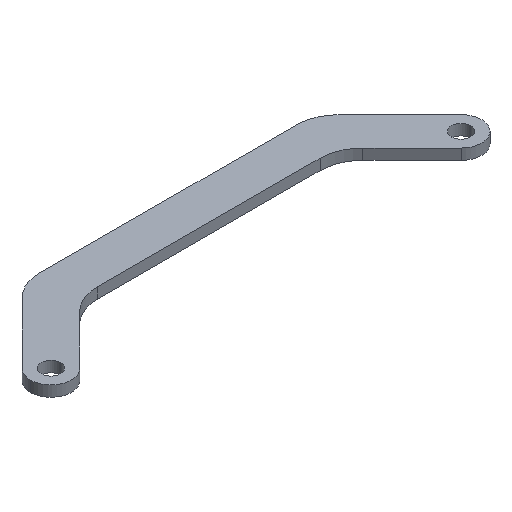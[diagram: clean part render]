
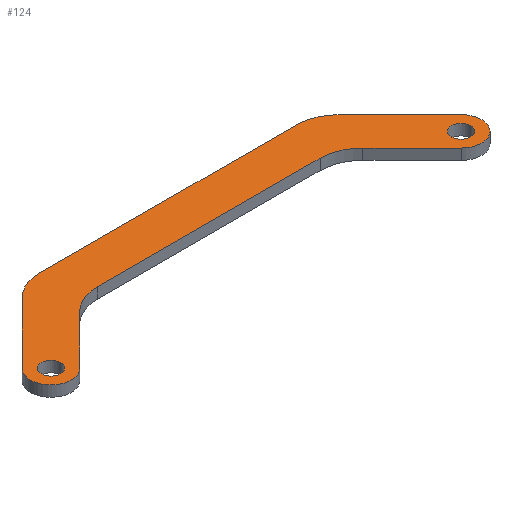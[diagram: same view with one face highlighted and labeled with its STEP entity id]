
A CAD part, isometric view. The second image highlights one B-rep face of the part: STEP entity #124.
In plain terms, the highlighted planar face has unit normal (0, 0, 1).
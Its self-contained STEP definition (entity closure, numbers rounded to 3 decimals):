
#5 = CARTESIAN_POINT ( 'NONE',  ( 35.843, 20.98, 5. ) ) ;
#7 = AXIS2_PLACEMENT_3D ( 'NONE', #538, #328, #123 ) ;
#8 = CARTESIAN_POINT ( 'NONE',  ( 27.559, 40.98, 5. ) ) ;
#16 = CIRCLE ( 'NONE', #246, 4.49 ) ;
#26 = CARTESIAN_POINT ( 'NONE',  ( 35.421, 22., 5. ) ) ;
#36 = VERTEX_POINT ( 'NONE', #337 ) ;
#61 = CARTESIAN_POINT ( 'NONE',  ( -4.49, 0., 5. ) ) ;
#64 = DIRECTION ( 'NONE',  ( -1., 0., 0. ) ) ;
#65 = DIRECTION ( 'NONE',  ( 1., 0., 0. ) ) ;
#67 = DIRECTION ( 'NONE',  ( 1., 0., 0. ) ) ;
#78 = VECTOR ( 'NONE', #348, 1000. ) ;
#80 = CIRCLE ( 'NONE', #183, 9.49 ) ;
#84 = CIRCLE ( 'NONE', #293, 20. ) ;
#86 = ORIENTED_EDGE ( 'NONE', *, *, #658, .T. ) ;
#87 = CARTESIAN_POINT ( 'NONE',  ( 191., 0., 5. ) ) ;
#88 = VERTEX_POINT ( 'NONE', #653 ) ;
#89 = AXIS2_PLACEMENT_3D ( 'NONE', #252, #511, #662 ) ;
#94 = VERTEX_POINT ( 'NONE', #370 ) ;
#97 = ORIENTED_EDGE ( 'NONE', *, *, #694, .T. ) ;
#100 = ORIENTED_EDGE ( 'NONE', *, *, #280, .T. ) ;
#104 = VERTEX_POINT ( 'NONE', #589 ) ;
#111 = EDGE_CURVE ( 'NONE', #461, #692, #84, .T. ) ;
#112 = CARTESIAN_POINT ( 'NONE',  ( -6.71, 6.71, 5. ) ) ;
#113 = DIRECTION ( 'NONE',  ( 1., 0., 0. ) ) ;
#117 = VERTEX_POINT ( 'NONE', #119 ) ;
#119 = CARTESIAN_POINT ( 'NONE',  ( 161.437, 16.142, 5. ) ) ;
#123 = DIRECTION ( 'NONE',  ( 1., 0., 0. ) ) ;
#124 = ADVANCED_FACE ( 'NONE', ( #434, #648, #244 ), #172, .T. ) ;
#126 = CIRCLE ( 'NONE', #411, 4.49 ) ;
#138 = DIRECTION ( 'NONE',  ( 1., 0., 0. ) ) ;
#139 = VERTEX_POINT ( 'NONE', #617 ) ;
#148 = DIRECTION ( 'NONE',  ( 1., 0., 0. ) ) ;
#154 = ORIENTED_EDGE ( 'NONE', *, *, #602, .T. ) ;
#159 = CARTESIAN_POINT ( 'NONE',  ( 195.49, 0., 5. ) ) ;
#171 = DIRECTION ( 'NONE',  ( -0.707, -0.707, 0. ) ) ;
#172 = PLANE ( 'NONE',  #338 ) ;
#183 = AXIS2_PLACEMENT_3D ( 'NONE', #353, #474, #148 ) ;
#184 = EDGE_LOOP ( 'NONE', ( #198, #422 ) ) ;
#189 = DIRECTION ( 'NONE',  ( 0., 0., 1. ) ) ;
#198 = ORIENTED_EDGE ( 'NONE', *, *, #430, .F. ) ;
#214 = DIRECTION ( 'NONE',  ( 1., 0., 0. ) ) ;
#235 = CARTESIAN_POINT ( 'NONE',  ( 0., 0., 5. ) ) ;
#237 = CARTESIAN_POINT ( 'NONE',  ( 184.29, -6.71, 5. ) ) ;
#242 = CARTESIAN_POINT ( 'NONE',  ( 6.71, -6.71, 5. ) ) ;
#244 = FACE_BOUND ( 'NONE', #296, .T. ) ;
#246 = AXIS2_PLACEMENT_3D ( 'NONE', #262, #265, #468 ) ;
#250 = CARTESIAN_POINT ( 'NONE',  ( 4.49, 0., 5. ) ) ;
#252 = CARTESIAN_POINT ( 'NONE',  ( 191., 0., 5. ) ) ;
#259 = LINE ( 'NONE', #26, #78 ) ;
#262 = CARTESIAN_POINT ( 'NONE',  ( 191., 0., 5. ) ) ;
#265 = DIRECTION ( 'NONE',  ( 0., 0., 1. ) ) ;
#268 = VECTOR ( 'NONE', #657, 1000. ) ;
#276 = EDGE_CURVE ( 'NONE', #620, #506, #570, .T. ) ;
#278 = AXIS2_PLACEMENT_3D ( 'NONE', #5, #476, #113 ) ;
#280 = EDGE_CURVE ( 'NONE', #282, #117, #425, .T. ) ;
#282 = VERTEX_POINT ( 'NONE', #323 ) ;
#284 = DIRECTION ( 'NONE',  ( 1., 0., 0. ) ) ;
#293 = AXIS2_PLACEMENT_3D ( 'NONE', #547, #294, #284 ) ;
#294 = DIRECTION ( 'NONE',  ( 0., 0., -1. ) ) ;
#296 = EDGE_LOOP ( 'NONE', ( #555, #406 ) ) ;
#300 = VERTEX_POINT ( 'NONE', #426 ) ;
#308 = ORIENTED_EDGE ( 'NONE', *, *, #489, .T. ) ;
#313 = LINE ( 'NONE', #677, #268 ) ;
#320 = EDGE_CURVE ( 'NONE', #94, #355, #613, .T. ) ;
#323 = CARTESIAN_POINT ( 'NONE',  ( 147.295, 22., 5. ) ) ;
#324 = ORIENTED_EDGE ( 'NONE', *, *, #111, .T. ) ;
#328 = DIRECTION ( 'NONE',  ( 0., 0., 1. ) ) ;
#336 = VECTOR ( 'NONE', #64, 1000. ) ;
#337 = CARTESIAN_POINT ( 'NONE',  ( -6.71, 6.71, 5. ) ) ;
#338 = AXIS2_PLACEMENT_3D ( 'NONE', #375, #594, #65 ) ;
#339 = EDGE_CURVE ( 'NONE', #390, #343, #646, .T. ) ;
#343 = VERTEX_POINT ( 'NONE', #61 ) ;
#344 = VERTEX_POINT ( 'NONE', #595 ) ;
#345 = CARTESIAN_POINT ( 'NONE',  ( 21.701, 35.122, 5. ) ) ;
#348 = DIRECTION ( 'NONE',  ( 1., 0., 0. ) ) ;
#353 = CARTESIAN_POINT ( 'NONE',  ( 0., 0., 5. ) ) ;
#355 = VERTEX_POINT ( 'NONE', #242 ) ;
#370 = CARTESIAN_POINT ( 'NONE',  ( -9.49, 0., 5. ) ) ;
#374 = LINE ( 'NONE', #237, #515 ) ;
#375 = CARTESIAN_POINT ( 'NONE',  ( 0., 0., 5. ) ) ;
#376 = DIRECTION ( 'NONE',  ( 1., 0., 0. ) ) ;
#377 = ORIENTED_EDGE ( 'NONE', *, *, #614, .T. ) ;
#386 = CIRCLE ( 'NONE', #89, 9.49 ) ;
#390 = VERTEX_POINT ( 'NONE', #250 ) ;
#391 = EDGE_CURVE ( 'NONE', #692, #282, #259, .T. ) ;
#395 = EDGE_CURVE ( 'NONE', #88, #139, #522, .T. ) ;
#398 = CIRCLE ( 'NONE', #633, 20. ) ;
#405 = EDGE_LOOP ( 'NONE', ( #533, #518, #154, #492, #508, #97, #452, #86, #324, #514, #100, #377, #308 ) ) ;
#406 = ORIENTED_EDGE ( 'NONE', *, *, #691, .F. ) ;
#408 = CARTESIAN_POINT ( 'NONE',  ( 43.705, 22., 5. ) ) ;
#411 = AXIS2_PLACEMENT_3D ( 'NONE', #87, #189, #138 ) ;
#422 = ORIENTED_EDGE ( 'NONE', *, *, #339, .F. ) ;
#425 = CIRCLE ( 'NONE', #505, 20. ) ;
#426 = CARTESIAN_POINT ( 'NONE',  ( 184.29, -6.71, 5. ) ) ;
#430 = EDGE_CURVE ( 'NONE', #343, #390, #588, .T. ) ;
#433 = CARTESIAN_POINT ( 'NONE',  ( 197.71, 6.71, 5. ) ) ;
#434 = FACE_BOUND ( 'NONE', #184, .T. ) ;
#439 = DIRECTION ( 'NONE',  ( 0.707, -0.707, 0. ) ) ;
#444 = CARTESIAN_POINT ( 'NONE',  ( 29.563, 16.142, 5. ) ) ;
#452 = ORIENTED_EDGE ( 'NONE', *, *, #320, .T. ) ;
#461 = VERTEX_POINT ( 'NONE', #444 ) ;
#468 = DIRECTION ( 'NONE',  ( 1., 0., 0. ) ) ;
#469 = DIRECTION ( 'NONE',  ( 1., 0., 0. ) ) ;
#472 = AXIS2_PLACEMENT_3D ( 'NONE', #235, #544, #67 ) ;
#474 = DIRECTION ( 'NONE',  ( 0., 0., 1. ) ) ;
#476 = DIRECTION ( 'NONE',  ( 0., 0., 1. ) ) ;
#489 = EDGE_CURVE ( 'NONE', #300, #88, #386, .T. ) ;
#492 = ORIENTED_EDGE ( 'NONE', *, *, #276, .T. ) ;
#494 = DIRECTION ( 'NONE',  ( 0., 0., 1. ) ) ;
#495 = AXIS2_PLACEMENT_3D ( 'NONE', #597, #494, #376 ) ;
#500 = EDGE_CURVE ( 'NONE', #104, #631, #126, .T. ) ;
#505 = AXIS2_PLACEMENT_3D ( 'NONE', #696, #680, #214 ) ;
#506 = VERTEX_POINT ( 'NONE', #345 ) ;
#508 = ORIENTED_EDGE ( 'NONE', *, *, #610, .T. ) ;
#511 = DIRECTION ( 'NONE',  ( 0., 0., 1. ) ) ;
#514 = ORIENTED_EDGE ( 'NONE', *, *, #391, .T. ) ;
#515 = VECTOR ( 'NONE', #439, 1000. ) ;
#518 = ORIENTED_EDGE ( 'NONE', *, *, #536, .T. ) ;
#522 = LINE ( 'NONE', #433, #601 ) ;
#533 = ORIENTED_EDGE ( 'NONE', *, *, #395, .T. ) ;
#536 = EDGE_CURVE ( 'NONE', #139, #344, #398, .T. ) ;
#538 = CARTESIAN_POINT ( 'NONE',  ( 0., 0., 5. ) ) ;
#541 = LINE ( 'NONE', #8, #336 ) ;
#544 = DIRECTION ( 'NONE',  ( 0., 0., 1. ) ) ;
#547 = CARTESIAN_POINT ( 'NONE',  ( 43.705, 2., 5. ) ) ;
#555 = ORIENTED_EDGE ( 'NONE', *, *, #500, .F. ) ;
#561 = CARTESIAN_POINT ( 'NONE',  ( 155.157, 20.98, 5. ) ) ;
#570 = CIRCLE ( 'NONE', #278, 20. ) ;
#588 = CIRCLE ( 'NONE', #472, 4.49 ) ;
#589 = CARTESIAN_POINT ( 'NONE',  ( 186.51, 0., 5. ) ) ;
#593 = CARTESIAN_POINT ( 'NONE',  ( 35.843, 40.98, 5. ) ) ;
#594 = DIRECTION ( 'NONE',  ( 0., 0., 1. ) ) ;
#595 = CARTESIAN_POINT ( 'NONE',  ( 155.157, 40.98, 5. ) ) ;
#597 = CARTESIAN_POINT ( 'NONE',  ( 0., 0., 5. ) ) ;
#601 = VECTOR ( 'NONE', #642, 1000. ) ;
#602 = EDGE_CURVE ( 'NONE', #344, #620, #541, .T. ) ;
#610 = EDGE_CURVE ( 'NONE', #506, #36, #647, .T. ) ;
#612 = DIRECTION ( 'NONE',  ( 0., 0., 1. ) ) ;
#613 = CIRCLE ( 'NONE', #495, 9.49 ) ;
#614 = EDGE_CURVE ( 'NONE', #117, #300, #374, .T. ) ;
#617 = CARTESIAN_POINT ( 'NONE',  ( 169.299, 35.122, 5. ) ) ;
#620 = VERTEX_POINT ( 'NONE', #593 ) ;
#625 = VECTOR ( 'NONE', #171, 1000. ) ;
#631 = VERTEX_POINT ( 'NONE', #159 ) ;
#633 = AXIS2_PLACEMENT_3D ( 'NONE', #561, #612, #469 ) ;
#642 = DIRECTION ( 'NONE',  ( -0.707, 0.707, 0. ) ) ;
#646 = CIRCLE ( 'NONE', #7, 4.49 ) ;
#647 = LINE ( 'NONE', #112, #625 ) ;
#648 = FACE_OUTER_BOUND ( 'NONE', #405, .T. ) ;
#653 = CARTESIAN_POINT ( 'NONE',  ( 197.71, 6.71, 5. ) ) ;
#657 = DIRECTION ( 'NONE',  ( 0.707, 0.707, 0. ) ) ;
#658 = EDGE_CURVE ( 'NONE', #355, #461, #313, .T. ) ;
#662 = DIRECTION ( 'NONE',  ( 1., 0., 0. ) ) ;
#677 = CARTESIAN_POINT ( 'NONE',  ( 6.71, -6.71, 5. ) ) ;
#680 = DIRECTION ( 'NONE',  ( 0., 0., -1. ) ) ;
#691 = EDGE_CURVE ( 'NONE', #631, #104, #16, .T. ) ;
#692 = VERTEX_POINT ( 'NONE', #408 ) ;
#694 = EDGE_CURVE ( 'NONE', #36, #94, #80, .T. ) ;
#696 = CARTESIAN_POINT ( 'NONE',  ( 147.295, 2., 5. ) ) ;
